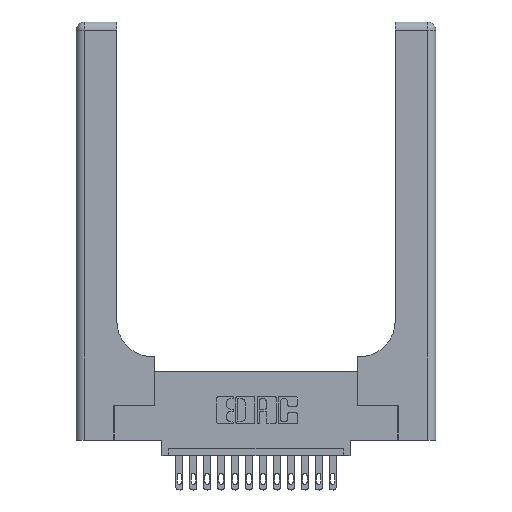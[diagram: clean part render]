
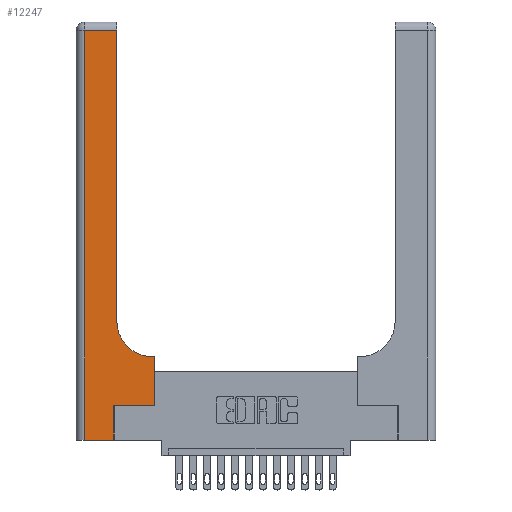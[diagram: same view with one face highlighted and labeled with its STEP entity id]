
A CAD part, top view. The second image highlights one B-rep face of the part: STEP entity #12247.
In plain terms, the highlighted planar face has unit normal (0, 0, 1).
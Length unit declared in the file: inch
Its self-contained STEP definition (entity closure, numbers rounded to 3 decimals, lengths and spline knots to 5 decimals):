
#10 = CARTESIAN_POINT ( 'NONE',  ( 0., 0., 0.37 ) ) ;
#50 = CARTESIAN_POINT ( 'NONE',  ( 0.5585, 0.25, 0.37 ) ) ;
#565 = CARTESIAN_POINT ( 'NONE',  ( 0., 3., 0.37 ) ) ;
#632 = DIRECTION ( 'NONE',  ( 1., 0., 0. ) ) ;
#671 = CARTESIAN_POINT ( 'NONE',  ( 0.269, 0.25, 0.37 ) ) ;
#895 = CARTESIAN_POINT ( 'NONE',  ( 0.2915, 2.94, 0.37 ) ) ;
#1869 = CARTESIAN_POINT ( 'NONE',  ( 0.269, 0., 0.37 ) ) ;
#1911 = DIRECTION ( 'NONE',  ( 0., 1., 0. ) ) ;
#2006 = VERTEX_POINT ( 'NONE', #15386 ) ;
#2111 = PLANE ( 'NONE',  #8783 ) ;
#2262 = EDGE_CURVE ( 'NONE', #10149, #13827, #6573, .T. ) ;
#2699 = ORIENTED_EDGE ( 'NONE', *, *, #5568, .T. ) ;
#2705 = DIRECTION ( 'NONE',  ( -1., 0., 0. ) ) ;
#3007 = ORIENTED_EDGE ( 'NONE', *, *, #3350, .T. ) ;
#3015 = LINE ( 'NONE', #14059, #17599 ) ;
#3119 = ORIENTED_EDGE ( 'NONE', *, *, #9913, .T. ) ;
#3350 = EDGE_CURVE ( 'NONE', #2006, #9578, #9384, .T. ) ;
#3543 = CARTESIAN_POINT ( 'NONE',  ( 0.269, 0.25, 0.37 ) ) ;
#3555 = AXIS2_PLACEMENT_3D ( 'NONE', #13426, #11565, #632 ) ;
#3642 = LINE ( 'NONE', #11301, #4749 ) ;
#4051 = VECTOR ( 'NONE', #1911, 39.37008 ) ;
#4339 = VERTEX_POINT ( 'NONE', #6576 ) ;
#4679 = VERTEX_POINT ( 'NONE', #16190 ) ;
#4749 = VECTOR ( 'NONE', #2705, 39.37008 ) ;
#5568 = EDGE_CURVE ( 'NONE', #4679, #6405, #3642, .T. ) ;
#6321 = DIRECTION ( 'NONE',  ( -1., 0., 0. ) ) ;
#6405 = VERTEX_POINT ( 'NONE', #17411 ) ;
#6573 = LINE ( 'NONE', #671, #14065 ) ;
#6576 = CARTESIAN_POINT ( 'NONE',  ( 0.06, 0., 0.37 ) ) ;
#7357 = LINE ( 'NONE', #17402, #4051 ) ;
#7605 = EDGE_CURVE ( 'NONE', #14500, #4339, #15240, .T. ) ;
#8269 = EDGE_LOOP ( 'NONE', ( #3007, #10463, #10984, #3119, #10400, #10927, #15445, #2699, #10468 ) ) ;
#8296 = DIRECTION ( 'NONE',  ( 0., -1., 0. ) ) ;
#8783 = AXIS2_PLACEMENT_3D ( 'NONE', #565, #17672, #6321 ) ;
#9177 = DIRECTION ( 'NONE',  ( 0., 1., 0. ) ) ;
#9384 = LINE ( 'NONE', #11826, #11372 ) ;
#9578 = VERTEX_POINT ( 'NONE', #895 ) ;
#9913 = EDGE_CURVE ( 'NONE', #4339, #11691, #13882, .T. ) ;
#10149 = VERTEX_POINT ( 'NONE', #3543 ) ;
#10400 = ORIENTED_EDGE ( 'NONE', *, *, #12870, .T. ) ;
#10463 = ORIENTED_EDGE ( 'NONE', *, *, #10842, .T. ) ;
#10468 = ORIENTED_EDGE ( 'NONE', *, *, #15181, .T. ) ;
#10552 = DIRECTION ( 'NONE',  ( 1., 0., 0. ) ) ;
#10842 = EDGE_CURVE ( 'NONE', #9578, #14500, #3015, .T. ) ;
#10927 = ORIENTED_EDGE ( 'NONE', *, *, #2262, .T. ) ;
#10961 = VECTOR ( 'NONE', #12853, 39.37008 ) ;
#10984 = ORIENTED_EDGE ( 'NONE', *, *, #7605, .T. ) ;
#11118 = FACE_OUTER_BOUND ( 'NONE', #8269, .T. ) ;
#11219 = VECTOR ( 'NONE', #13173, 39.37008 ) ;
#11301 = CARTESIAN_POINT ( 'NONE',  ( 0.2915, 0.6, 0.37 ) ) ;
#11372 = VECTOR ( 'NONE', #9177, 39.37008 ) ;
#11565 = DIRECTION ( 'NONE',  ( 0., 0., -1. ) ) ;
#11691 = VERTEX_POINT ( 'NONE', #1869 ) ;
#11826 = CARTESIAN_POINT ( 'NONE',  ( 0.2915, 3., 0.37 ) ) ;
#12116 = CIRCLE ( 'NONE', #3555, 0.25 ) ;
#12247 = ADVANCED_FACE ( 'NONE', ( #11118 ), #2111, .F. ) ;
#12853 = DIRECTION ( 'NONE',  ( 0., 1., 0. ) ) ;
#12870 = EDGE_CURVE ( 'NONE', #11691, #10149, #7357, .T. ) ;
#13173 = DIRECTION ( 'NONE',  ( 1., 0., 0. ) ) ;
#13426 = CARTESIAN_POINT ( 'NONE',  ( 0.5415, 0.85, 0.37 ) ) ;
#13827 = VERTEX_POINT ( 'NONE', #14203 ) ;
#13882 = LINE ( 'NONE', #10, #11219 ) ;
#13935 = VECTOR ( 'NONE', #8296, 39.37008 ) ;
#14059 = CARTESIAN_POINT ( 'NONE',  ( 0., 2.94, 0.37 ) ) ;
#14065 = VECTOR ( 'NONE', #10552, 39.37008 ) ;
#14203 = CARTESIAN_POINT ( 'NONE',  ( 0.5585, 0.25, 0.37 ) ) ;
#14500 = VERTEX_POINT ( 'NONE', #16790 ) ;
#14700 = LINE ( 'NONE', #50, #10961 ) ;
#15181 = EDGE_CURVE ( 'NONE', #6405, #2006, #12116, .T. ) ;
#15228 = CARTESIAN_POINT ( 'NONE',  ( 0.06, 3., 0.37 ) ) ;
#15240 = LINE ( 'NONE', #15228, #13935 ) ;
#15386 = CARTESIAN_POINT ( 'NONE',  ( 0.2915, 0.85, 0.37 ) ) ;
#15400 = DIRECTION ( 'NONE',  ( -1., 0., 0. ) ) ;
#15445 = ORIENTED_EDGE ( 'NONE', *, *, #17456, .T. ) ;
#16190 = CARTESIAN_POINT ( 'NONE',  ( 0.5585, 0.6, 0.37 ) ) ;
#16790 = CARTESIAN_POINT ( 'NONE',  ( 0.06, 2.94, 0.37 ) ) ;
#17402 = CARTESIAN_POINT ( 'NONE',  ( 0.269, 0., 0.37 ) ) ;
#17411 = CARTESIAN_POINT ( 'NONE',  ( 0.5415, 0.6, 0.37 ) ) ;
#17456 = EDGE_CURVE ( 'NONE', #13827, #4679, #14700, .T. ) ;
#17599 = VECTOR ( 'NONE', #15400, 39.37008 ) ;
#17672 = DIRECTION ( 'NONE',  ( 0., 0., -1. ) ) ;
